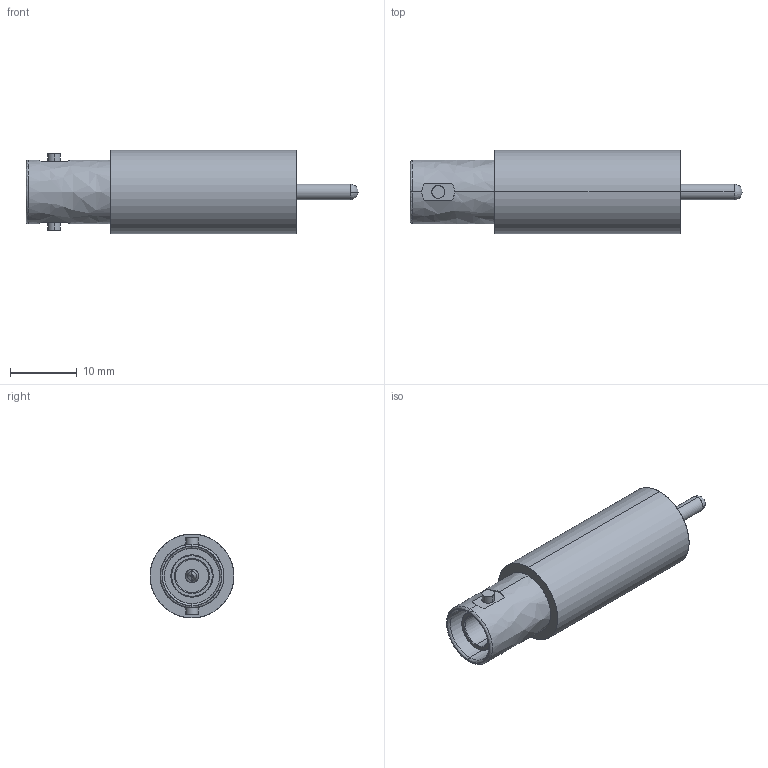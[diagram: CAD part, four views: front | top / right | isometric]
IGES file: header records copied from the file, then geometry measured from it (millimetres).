
Start section: SolidWorks IGES file using analytic representation for surfaces
Global section: file name: 08030-02-W.IGS; native system: SolidWorks 2007; preprocessor: SolidWorks 2007; author: juan medina; date: 070921.091818; units: inch
Bounding box: 49.89 x 12.57 x 12.57 mm (x, y, z)
Surface area: 3663.9 mm2 (no closed solid volume)
Topology: 0 solids, 0 shells, 85 faces, 924 edges, 922 vertices
Faces by surface type: revolution 50, bspline 35
